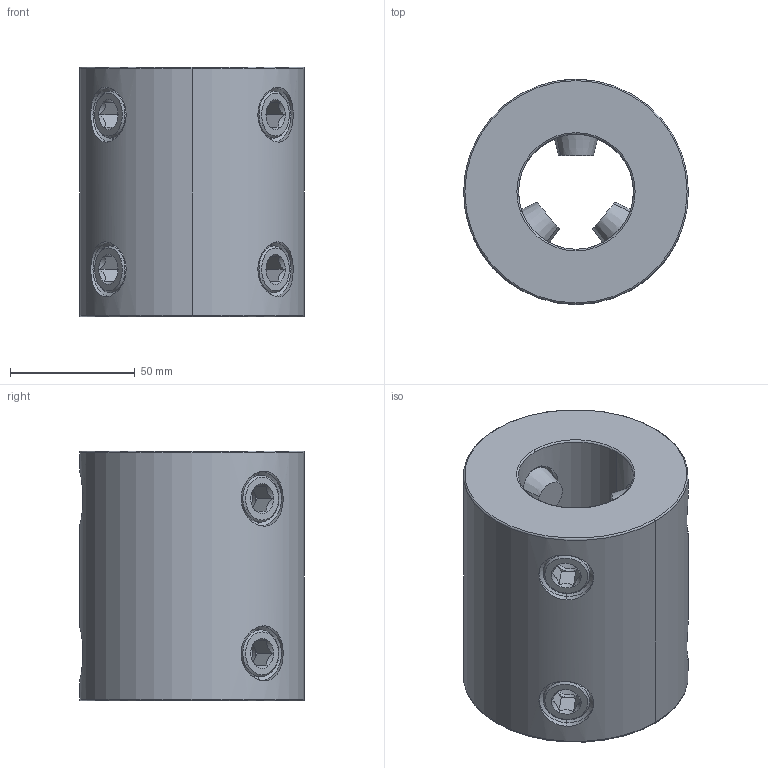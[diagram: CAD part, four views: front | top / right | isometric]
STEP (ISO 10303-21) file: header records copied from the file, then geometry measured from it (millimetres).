
FILE_DESCRIPTION(('no description'),'unknown implementation level');
FILE_NAME('1EF14EC3-50EC-4CBF-9DFF-4F7933BF77EB_export.stp',' ',('CIMSOURCE GmbH'),('CADClick - KiM GmbH - www.kimweb.de'),'unknown preprocess','ACIS','unknown authorization');
FILE_SCHEMA(('automotive_design'));
Length unit declared in the file: millimetre
Products named in the file (7): 331.877N Kaiser R CKN7 X CKN7 X 100 AL|690.437 Kaiser ETL M20 X 29 CK7_Unwucht ;NONE; 331.877N Kaiser R CKN7 X CKN7 X 100 AL|331.877N Kaiser R CKN7 X CKN7 X 100 AL;NONE
Bounding box: 90 x 90 x 100 mm (x, y, z)
Volume: 469413 mm3; surface area: 70849.3 mm2
Topology: 7 solids, 7 shells, 238 faces, 518 edges, 286 vertices
Faces by surface type: plane 86, cylinder 72, cone 72, torus 8
Entity records: 14195 total; most frequent: CARTESIAN_POINT 3048, DIRECTION 1130, STYLED_ITEM 1037, PRESENTATION_STYLE_ASSIGNMENT 1037, COLOUR_RGB 1037, ORIENTED_EDGE 1012, EDGE_CURVE 506, CURVE_STYLE 506
